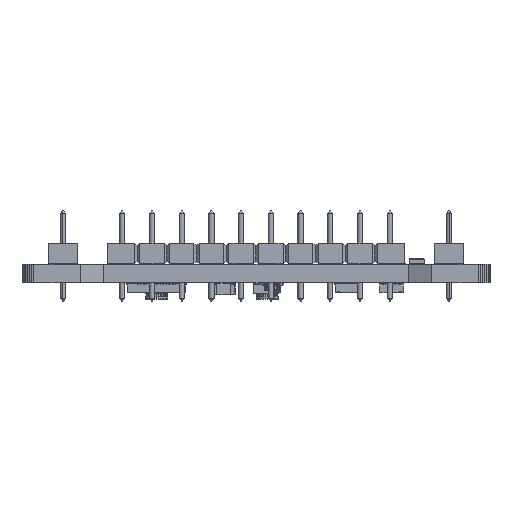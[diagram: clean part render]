
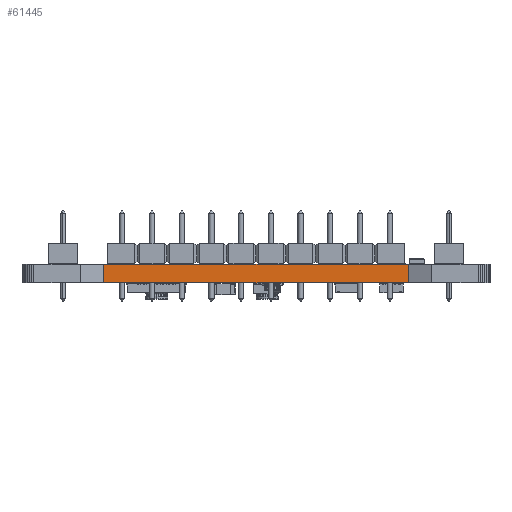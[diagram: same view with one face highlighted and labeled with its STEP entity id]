
A CAD part, left-side view. The second image highlights one B-rep face of the part: STEP entity #61445.
In plain terms, the highlighted planar face has unit normal (-1, 0, 0).
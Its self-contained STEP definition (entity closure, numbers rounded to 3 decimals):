
#54851 = PLANE('',#54852);
#54852 = AXIS2_PLACEMENT_3D('',#54853,#54854,#54855);
#54853 = CARTESIAN_POINT('',(103.058,-59.116,1.56));
#54854 = DIRECTION('',(-0.,-0.,-1.));
#54855 = DIRECTION('',(-1.,0.,0.));
#54905 = PLANE('',#54906);
#54906 = AXIS2_PLACEMENT_3D('',#54907,#54908,#54909);
#54907 = CARTESIAN_POINT('',(103.058,-59.116,0.));
#54908 = DIRECTION('',(-0.,-0.,-1.));
#54909 = DIRECTION('',(-1.,0.,0.));
#55966 = VERTEX_POINT('',#55967);
#55967 = CARTESIAN_POINT('',(84.058,-72.116,0.));
#55981 = PLANE('',#55982);
#55982 = AXIS2_PLACEMENT_3D('',#55983,#55984,#55985);
#55983 = CARTESIAN_POINT('',(83.058,-74.116,0.));
#55984 = DIRECTION('',(-0.894,0.447,0.));
#55985 = DIRECTION('',(0.447,0.894,0.));
#55993 = EDGE_CURVE('',#55966,#55994,#55996,.T.);
#55994 = VERTEX_POINT('',#55995);
#55995 = CARTESIAN_POINT('',(84.058,-46.116,0.));
#55996 = SURFACE_CURVE('',#55997,(#56001,#56008),.PCURVE_S1.);
#55997 = LINE('',#55998,#55999);
#55998 = CARTESIAN_POINT('',(84.058,-72.116,0.));
#55999 = VECTOR('',#56000,1.);
#56000 = DIRECTION('',(0.,1.,0.));
#56001 = PCURVE('',#54905,#56002);
#56002 = DEFINITIONAL_REPRESENTATION('',(#56003),#56007);
#56003 = LINE('',#56004,#56005);
#56004 = CARTESIAN_POINT('',(19.,-13.));
#56005 = VECTOR('',#56006,1.);
#56006 = DIRECTION('',(0.,1.));
#56007 = ( GEOMETRIC_REPRESENTATION_CONTEXT(2) 
PARAMETRIC_REPRESENTATION_CONTEXT() REPRESENTATION_CONTEXT('2D SPACE',''
  ) );
#56008 = PCURVE('',#56009,#56014);
#56009 = PLANE('',#56010);
#56010 = AXIS2_PLACEMENT_3D('',#56011,#56012,#56013);
#56011 = CARTESIAN_POINT('',(84.058,-72.116,0.));
#56012 = DIRECTION('',(-1.,0.,0.));
#56013 = DIRECTION('',(0.,1.,0.));
#56014 = DEFINITIONAL_REPRESENTATION('',(#56015),#56019);
#56015 = LINE('',#56016,#56017);
#56016 = CARTESIAN_POINT('',(0.,0.));
#56017 = VECTOR('',#56018,1.);
#56018 = DIRECTION('',(1.,0.));
#56019 = ( GEOMETRIC_REPRESENTATION_CONTEXT(2) 
PARAMETRIC_REPRESENTATION_CONTEXT() REPRESENTATION_CONTEXT('2D SPACE',''
  ) );
#56037 = PLANE('',#56038);
#56038 = AXIS2_PLACEMENT_3D('',#56039,#56040,#56041);
#56039 = CARTESIAN_POINT('',(84.058,-46.116,0.));
#56040 = DIRECTION('',(-0.894,-0.447,0.));
#56041 = DIRECTION('',(-0.447,0.894,0.));
#58773 = VERTEX_POINT('',#58774);
#58774 = CARTESIAN_POINT('',(84.058,-72.116,1.56));
#58795 = EDGE_CURVE('',#58773,#58796,#58798,.T.);
#58796 = VERTEX_POINT('',#58797);
#58797 = CARTESIAN_POINT('',(84.058,-46.116,1.56));
#58798 = SURFACE_CURVE('',#58799,(#58803,#58810),.PCURVE_S1.);
#58799 = LINE('',#58800,#58801);
#58800 = CARTESIAN_POINT('',(84.058,-72.116,1.56));
#58801 = VECTOR('',#58802,1.);
#58802 = DIRECTION('',(0.,1.,0.));
#58803 = PCURVE('',#54851,#58804);
#58804 = DEFINITIONAL_REPRESENTATION('',(#58805),#58809);
#58805 = LINE('',#58806,#58807);
#58806 = CARTESIAN_POINT('',(19.,-13.));
#58807 = VECTOR('',#58808,1.);
#58808 = DIRECTION('',(0.,1.));
#58809 = ( GEOMETRIC_REPRESENTATION_CONTEXT(2) 
PARAMETRIC_REPRESENTATION_CONTEXT() REPRESENTATION_CONTEXT('2D SPACE',''
  ) );
#58810 = PCURVE('',#56009,#58811);
#58811 = DEFINITIONAL_REPRESENTATION('',(#58812),#58816);
#58812 = LINE('',#58813,#58814);
#58813 = CARTESIAN_POINT('',(0.,-1.56));
#58814 = VECTOR('',#58815,1.);
#58815 = DIRECTION('',(1.,0.));
#58816 = ( GEOMETRIC_REPRESENTATION_CONTEXT(2) 
PARAMETRIC_REPRESENTATION_CONTEXT() REPRESENTATION_CONTEXT('2D SPACE',''
  ) );
#61395 = EDGE_CURVE('',#55994,#58796,#61396,.T.);
#61396 = SURFACE_CURVE('',#61397,(#61401,#61408),.PCURVE_S1.);
#61397 = LINE('',#61398,#61399);
#61398 = CARTESIAN_POINT('',(84.058,-46.116,0.));
#61399 = VECTOR('',#61400,1.);
#61400 = DIRECTION('',(0.,0.,1.));
#61401 = PCURVE('',#56037,#61402);
#61402 = DEFINITIONAL_REPRESENTATION('',(#61403),#61407);
#61403 = LINE('',#61404,#61405);
#61404 = CARTESIAN_POINT('',(0.,0.));
#61405 = VECTOR('',#61406,1.);
#61406 = DIRECTION('',(0.,-1.));
#61407 = ( GEOMETRIC_REPRESENTATION_CONTEXT(2) 
PARAMETRIC_REPRESENTATION_CONTEXT() REPRESENTATION_CONTEXT('2D SPACE',''
  ) );
#61408 = PCURVE('',#56009,#61409);
#61409 = DEFINITIONAL_REPRESENTATION('',(#61410),#61414);
#61410 = LINE('',#61411,#61412);
#61411 = CARTESIAN_POINT('',(26.,0.));
#61412 = VECTOR('',#61413,1.);
#61413 = DIRECTION('',(0.,-1.));
#61414 = ( GEOMETRIC_REPRESENTATION_CONTEXT(2) 
PARAMETRIC_REPRESENTATION_CONTEXT() REPRESENTATION_CONTEXT('2D SPACE',''
  ) );
#61445 = ADVANCED_FACE('',(#61446),#56009,.T.);
#61446 = FACE_BOUND('',#61447,.T.);
#61447 = EDGE_LOOP('',(#61448,#61469,#61470,#61471));
#61448 = ORIENTED_EDGE('',*,*,#61449,.T.);
#61449 = EDGE_CURVE('',#55966,#58773,#61450,.T.);
#61450 = SURFACE_CURVE('',#61451,(#61455,#61462),.PCURVE_S1.);
#61451 = LINE('',#61452,#61453);
#61452 = CARTESIAN_POINT('',(84.058,-72.116,0.));
#61453 = VECTOR('',#61454,1.);
#61454 = DIRECTION('',(0.,0.,1.));
#61455 = PCURVE('',#56009,#61456);
#61456 = DEFINITIONAL_REPRESENTATION('',(#61457),#61461);
#61457 = LINE('',#61458,#61459);
#61458 = CARTESIAN_POINT('',(0.,0.));
#61459 = VECTOR('',#61460,1.);
#61460 = DIRECTION('',(0.,-1.));
#61461 = ( GEOMETRIC_REPRESENTATION_CONTEXT(2) 
PARAMETRIC_REPRESENTATION_CONTEXT() REPRESENTATION_CONTEXT('2D SPACE',''
  ) );
#61462 = PCURVE('',#55981,#61463);
#61463 = DEFINITIONAL_REPRESENTATION('',(#61464),#61468);
#61464 = LINE('',#61465,#61466);
#61465 = CARTESIAN_POINT('',(2.236,0.));
#61466 = VECTOR('',#61467,1.);
#61467 = DIRECTION('',(0.,-1.));
#61468 = ( GEOMETRIC_REPRESENTATION_CONTEXT(2) 
PARAMETRIC_REPRESENTATION_CONTEXT() REPRESENTATION_CONTEXT('2D SPACE',''
  ) );
#61469 = ORIENTED_EDGE('',*,*,#58795,.T.);
#61470 = ORIENTED_EDGE('',*,*,#61395,.F.);
#61471 = ORIENTED_EDGE('',*,*,#55993,.F.);
